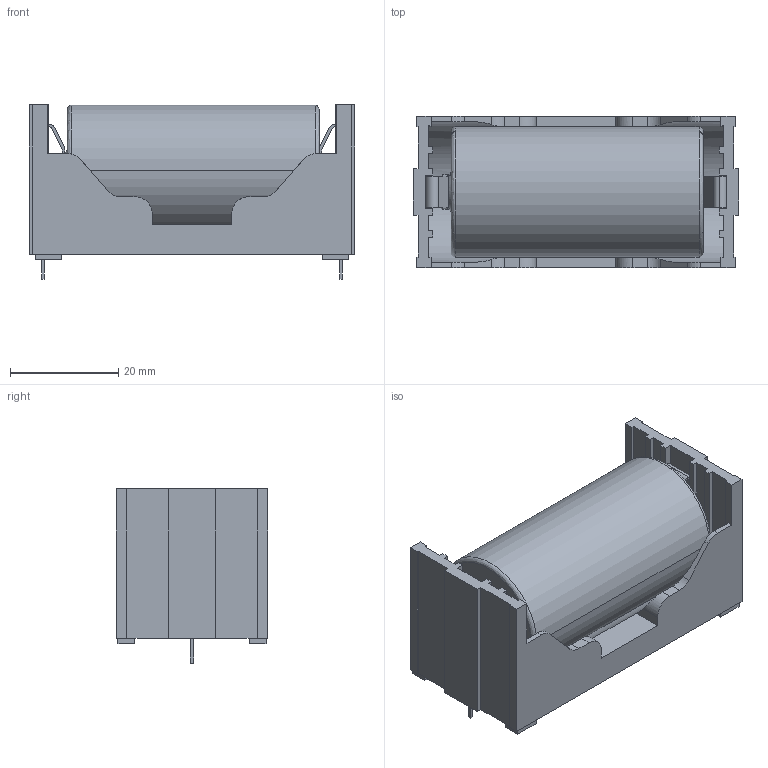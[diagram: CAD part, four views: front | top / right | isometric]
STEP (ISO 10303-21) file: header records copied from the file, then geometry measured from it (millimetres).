
FILE_DESCRIPTION(('FreeCAD Model'),'2;1');
FILE_NAME('BHC-2_CELL.step','2017-03-11T22:28:36' ,('Author'),(''),'Open CASCADE STEP processor 6.8','FreeCAD','Unknown' );
FILE_SCHEMA(('AUTOMOTIVE_DESIGN_CC2 { 1 2 10303 214 -1 1 5 4 }'));
Length unit declared in the file: inch
Products named in the file (2): ASSEMBLY; BHC-2_CELL
Assembly tree (1 placements, depth 2):
  ASSEMBLY
    BHC-2_CELL
Bounding box: 60.2 x 27.94 x 32.26 mm (x, y, z)
Volume: 33372.6 mm3; surface area: 13513.2 mm2
Topology: 1 solids, 1 shells, 204 faces, 580 edges, 384 vertices
Faces by surface type: plane 156, cylinder 40, bspline 8
Entity records: 23515 total; most frequent: CARTESIAN_POINT 11082, DIRECTION 1873, LINE 1191, VECTOR 1191, ORIENTED_EDGE 1160, PCURVE 1160, DEFINITIONAL_REPRESENTATION 1160, EDGE_CURVE 580
